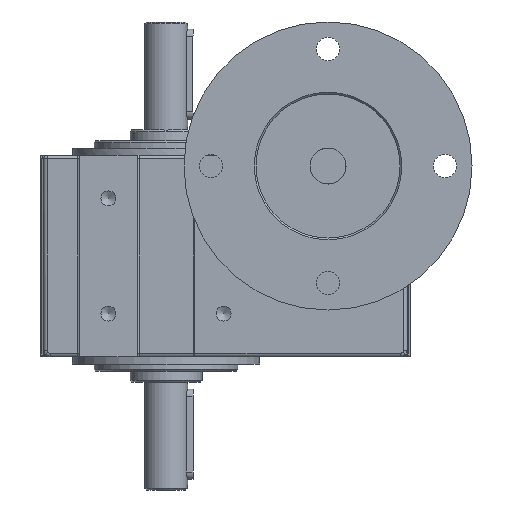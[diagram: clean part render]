
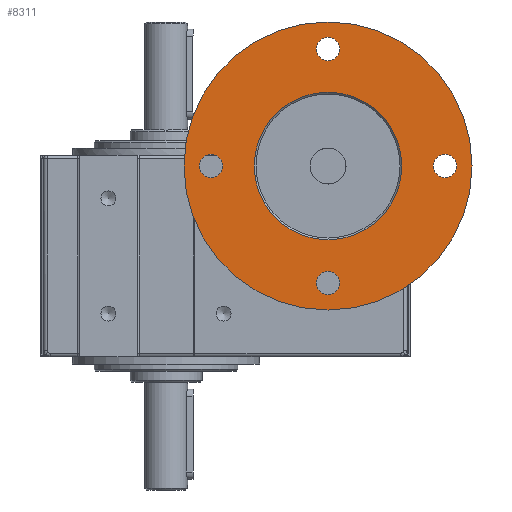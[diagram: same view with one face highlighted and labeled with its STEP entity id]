
A CAD part, left-side view. The second image highlights one B-rep face of the part: STEP entity #8311.
In plain terms, the highlighted planar face has unit normal (-1, 0, 0).
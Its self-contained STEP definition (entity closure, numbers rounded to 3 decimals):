
#7892=CARTESIAN_POINT('',(0.,40.0,0.0));
#7893=VERTEX_POINT('',#7892);
#7894=CARTESIAN_POINT('',(0.,0.0,0.0));
#7895=DIRECTION('',(1.0,0.0,0.0));
#7896=DIRECTION('',(0.0,1.0,0.0));
#7897=AXIS2_PLACEMENT_3D('',#7894,#7895,#7896);
#7898=CIRCLE('',#7897,40.0);
#7899=EDGE_CURVE('',#7893,#7893,#7898,.T.);
#8224=CARTESIAN_POINT('',(0.,20.5,0.));
#8225=VERTEX_POINT('',#8224);
#8226=CARTESIAN_POINT('',(0.,0.0,0.0));
#8227=DIRECTION('',(-1.0,0.0,0.0));
#8228=DIRECTION('',(0.0,-1.0,0.0));
#8229=AXIS2_PLACEMENT_3D('',#8226,#8227,#8228);
#8230=CIRCLE('',#8229,20.5);
#8231=EDGE_CURVE('',#8225,#8225,#8230,.T.);
#8256=CARTESIAN_POINT('',(0.,30.0,0.0));
#8257=DIRECTION('',(-1.0,0.0,0.0));
#8258=DIRECTION('',(0.0,0.0,1.0));
#8259=AXIS2_PLACEMENT_3D('',#8256,#8257,#8258);
#8260=PLANE('',#8259);
#8261=ORIENTED_EDGE('',*,*,#7899,.F.);
#8262=EDGE_LOOP('',(#8261));
#8263=FACE_OUTER_BOUND('',#8262,.T.);
#8264=CARTESIAN_POINT('',(0.0,-32.5,3.25));
#8265=VERTEX_POINT('',#8264);
#8266=CARTESIAN_POINT('',(0.0,-32.5,0.));
#8267=DIRECTION('',(1.0,0.0,0.0));
#8268=DIRECTION('',(0.0,0.0,-1.0));
#8269=AXIS2_PLACEMENT_3D('',#8266,#8267,#8268);
#8270=CIRCLE('',#8269,3.25);
#8271=EDGE_CURVE('',#8265,#8265,#8270,.T.);
#8272=ORIENTED_EDGE('',*,*,#8271,.T.);
#8273=EDGE_LOOP('',(#8272));
#8274=FACE_BOUND('',#8273,.T.);
#8275=CARTESIAN_POINT('',(0.0,0.,35.75));
#8276=VERTEX_POINT('',#8275);
#8277=CARTESIAN_POINT('',(0.0,0.,32.5));
#8278=DIRECTION('',(1.0,0.0,0.0));
#8279=DIRECTION('',(0.0,0.0,-1.0));
#8280=AXIS2_PLACEMENT_3D('',#8277,#8278,#8279);
#8281=CIRCLE('',#8280,3.25);
#8282=EDGE_CURVE('',#8276,#8276,#8281,.T.);
#8283=ORIENTED_EDGE('',*,*,#8282,.T.);
#8284=EDGE_LOOP('',(#8283));
#8285=FACE_BOUND('',#8284,.T.);
#8286=CARTESIAN_POINT('',(0.0,0.,-29.25));
#8287=VERTEX_POINT('',#8286);
#8288=CARTESIAN_POINT('',(0.0,0.,-32.5));
#8289=DIRECTION('',(1.0,0.0,0.0));
#8290=DIRECTION('',(0.0,0.0,-1.0));
#8291=AXIS2_PLACEMENT_3D('',#8288,#8289,#8290);
#8292=CIRCLE('',#8291,3.25);
#8293=EDGE_CURVE('',#8287,#8287,#8292,.T.);
#8294=ORIENTED_EDGE('',*,*,#8293,.T.);
#8295=EDGE_LOOP('',(#8294));
#8296=FACE_BOUND('',#8295,.T.);
#8297=CARTESIAN_POINT('',(0.0,32.5,3.25));
#8298=VERTEX_POINT('',#8297);
#8299=CARTESIAN_POINT('',(0.0,32.5,0.));
#8300=DIRECTION('',(1.0,0.0,0.0));
#8301=DIRECTION('',(0.0,0.0,-1.0));
#8302=AXIS2_PLACEMENT_3D('',#8299,#8300,#8301);
#8303=CIRCLE('',#8302,3.25);
#8304=EDGE_CURVE('',#8298,#8298,#8303,.T.);
#8305=ORIENTED_EDGE('',*,*,#8304,.T.);
#8306=EDGE_LOOP('',(#8305));
#8307=FACE_BOUND('',#8306,.T.);
#8308=ORIENTED_EDGE('',*,*,#8231,.F.);
#8309=EDGE_LOOP('',(#8308));
#8310=FACE_BOUND('',#8309,.T.);
#8311=ADVANCED_FACE('',(#8263,#8274,#8285,#8296,#8307,#8310),#8260,.T.);
